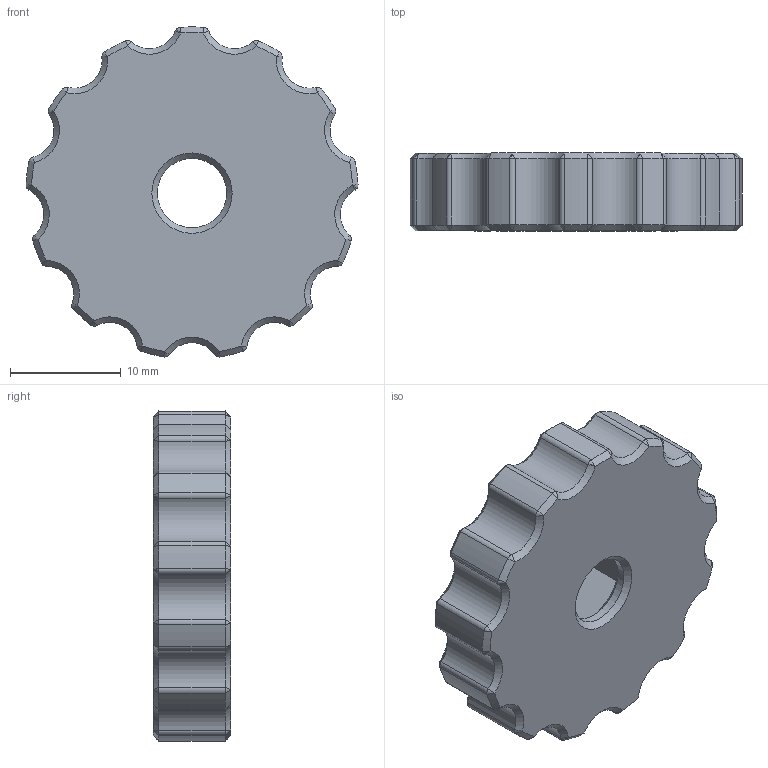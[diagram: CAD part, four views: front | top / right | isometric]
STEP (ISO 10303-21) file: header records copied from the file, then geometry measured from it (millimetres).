
FILE_DESCRIPTION(/* description */ (''),/* implementation_level */ '2;1');
FILE_NAME(/* name */ 'Nut v2.step',/* time_stamp */ '2022-05-10T19:46:15+02:00',/* author */ (''),/* organization */ (''),/* preprocessor_version */ 'ST-DEVELOPER v18.1',/* originating_system */ 'Autodesk Translation Framework v10.14.0.1471',/* authorisation */ '');
FILE_SCHEMA (('AUTOMOTIVE_DESIGN { 1 0 10303 214 3 1 1 }'));
Length unit declared in the file: millimetre
Products named in the file (1): Nut
Bounding box: 29.96 x 7 x 29.78 mm (x, y, z)
Volume: 3954.4 mm3; surface area: 2101.4 mm2
Topology: 1 solids, 1 shells, 174 faces, 401 edges, 178 vertices
Faces by surface type: cone 106, cylinder 53, plane 15
Full cylindrical faces by diameter (mm): 6.25 x1
Entity records: 4387 total; most frequent: DIRECTION 859, CARTESIAN_POINT 702, ORIENTED_EDGE 698, EDGE_CURVE 349, AXIS2_PLACEMENT_3D 335, LINE 189, VECTOR 189, VERTEX_POINT 178
